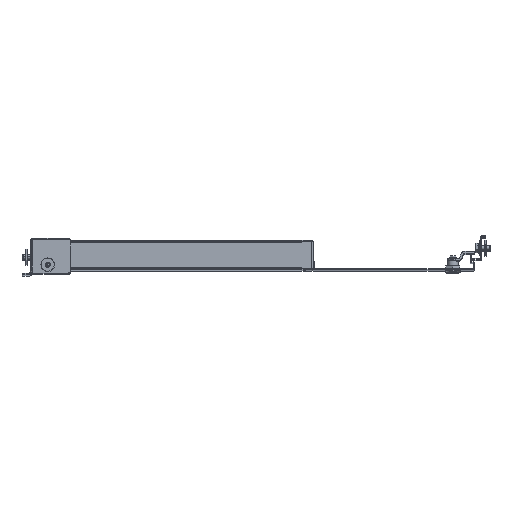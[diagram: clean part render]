
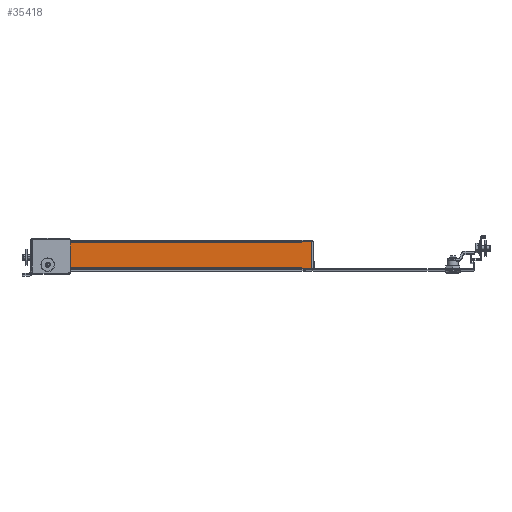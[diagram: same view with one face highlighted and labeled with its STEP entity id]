
A CAD part, top view. The second image highlights one B-rep face of the part: STEP entity #35418.
In plain terms, the highlighted planar face has unit normal (0, 0, 1).
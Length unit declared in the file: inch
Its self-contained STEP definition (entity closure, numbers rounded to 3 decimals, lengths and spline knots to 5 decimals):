
#354 = EDGE_CURVE ( 'NONE', #22214, #43631, #15123, .T. ) ;
#638 = EDGE_CURVE ( 'NONE', #39615, #21947, #6706, .T. ) ;
#648 = EDGE_CURVE ( 'NONE', #33597, #3852, #2802, .T. ) ;
#2724 = DIRECTION ( 'NONE',  ( -1., 0., 0. ) ) ;
#2802 = LINE ( 'NONE', #6952, #33177 ) ;
#3030 = CARTESIAN_POINT ( 'NONE',  ( -18.641, 1., 30.248 ) ) ;
#3232 = ORIENTED_EDGE ( 'NONE', *, *, #34455, .T. ) ;
#3296 = VERTEX_POINT ( 'NONE', #24421 ) ;
#3852 = VERTEX_POINT ( 'NONE', #18080 ) ;
#4060 = CARTESIAN_POINT ( 'NONE',  ( -18.641, -1., 30.248 ) ) ;
#4305 = CARTESIAN_POINT ( 'NONE',  ( -18.611, 0.94, 30.248 ) ) ;
#4323 = EDGE_CURVE ( 'NONE', #21947, #28803, #13876, .T. ) ;
#4403 = CARTESIAN_POINT ( 'NONE',  ( -0.817, 0.94, 30.248 ) ) ;
#5166 = CARTESIAN_POINT ( 'NONE',  ( -0.787, 0.94, 30.248 ) ) ;
#5304 = EDGE_CURVE ( 'NONE', #43631, #41318, #32578, .T. ) ;
#5390 = EDGE_CURVE ( 'NONE', #41318, #33597, #24323, .T. ) ;
#5736 = ORIENTED_EDGE ( 'NONE', *, *, #25899, .T. ) ;
#6612 = VECTOR ( 'NONE', #18022, 39.37008 ) ;
#6706 = LINE ( 'NONE', #46490, #11758 ) ;
#6926 = DIRECTION ( 'NONE',  ( 0., 1., 0. ) ) ;
#6952 = CARTESIAN_POINT ( 'NONE',  ( 0., -1., 30.248 ) ) ;
#7086 = CARTESIAN_POINT ( 'NONE',  ( -0.787, 1., 30.248 ) ) ;
#7478 = LINE ( 'NONE', #11637, #11219 ) ;
#7741 = DIRECTION ( 'NONE',  ( 0., 1., 0. ) ) ;
#8772 = CARTESIAN_POINT ( 'NONE',  ( -0.787, 0.94, 30.248 ) ) ;
#10680 = ORIENTED_EDGE ( 'NONE', *, *, #5304, .T. ) ;
#10781 = CARTESIAN_POINT ( 'NONE',  ( -19.428, -1., 30.248 ) ) ;
#11219 = VECTOR ( 'NONE', #28180, 39.37008 ) ;
#11548 = ORIENTED_EDGE ( 'NONE', *, *, #4323, .T. ) ;
#11629 = VECTOR ( 'NONE', #29653, 39.37008 ) ;
#11637 = CARTESIAN_POINT ( 'NONE',  ( -19.428, -1., 30.248 ) ) ;
#11724 = ORIENTED_EDGE ( 'NONE', *, *, #13795, .T. ) ;
#11758 = VECTOR ( 'NONE', #43154, 39.37008 ) ;
#11942 = CARTESIAN_POINT ( 'NONE',  ( 0., -1., 30.248 ) ) ;
#12703 = CARTESIAN_POINT ( 'NONE',  ( -0.787, -0.94, 30.248 ) ) ;
#13327 = CARTESIAN_POINT ( 'NONE',  ( -18.611, -0.94, 30.248 ) ) ;
#13795 = EDGE_CURVE ( 'NONE', #22885, #34032, #15993, .T. ) ;
#13876 = LINE ( 'NONE', #42012, #11629 ) ;
#14142 = LINE ( 'NONE', #49763, #6612 ) ;
#14498 = VERTEX_POINT ( 'NONE', #4305 ) ;
#14727 = CARTESIAN_POINT ( 'NONE',  ( -18.641, -0.94, 30.248 ) ) ;
#14943 = FACE_OUTER_BOUND ( 'NONE', #24301, .T. ) ;
#15123 = LINE ( 'NONE', #27008, #39661 ) ;
#15993 = LINE ( 'NONE', #4060, #33048 ) ;
#16751 = CARTESIAN_POINT ( 'NONE',  ( -18.641, 1., 30.248 ) ) ;
#16800 = VECTOR ( 'NONE', #42292, 39.37008 ) ;
#17839 = CARTESIAN_POINT ( 'NONE',  ( -19.428, 1., 30.248 ) ) ;
#17988 = DIRECTION ( 'NONE',  ( 1., 0., 0. ) ) ;
#18022 = DIRECTION ( 'NONE',  ( 1., 0., 0. ) ) ;
#18025 = ORIENTED_EDGE ( 'NONE', *, *, #31652, .T. ) ;
#18080 = CARTESIAN_POINT ( 'NONE',  ( 0., 1., 30.248 ) ) ;
#18383 = LINE ( 'NONE', #21486, #38782 ) ;
#18759 = VERTEX_POINT ( 'NONE', #50167 ) ;
#18812 = CARTESIAN_POINT ( 'NONE',  ( -19.428, -1., 30.248 ) ) ;
#19119 = DIRECTION ( 'NONE',  ( 0., 1., 0. ) ) ;
#21486 = CARTESIAN_POINT ( 'NONE',  ( -19.428, 0.94, 30.248 ) ) ;
#21947 = VERTEX_POINT ( 'NONE', #5166 ) ;
#22214 = VERTEX_POINT ( 'NONE', #47188 ) ;
#22722 = LINE ( 'NONE', #3030, #43090 ) ;
#22885 = VERTEX_POINT ( 'NONE', #50345 ) ;
#23308 = EDGE_CURVE ( 'NONE', #3852, #39615, #34287, .T. ) ;
#23551 = CARTESIAN_POINT ( 'NONE',  ( -0.787, -1., 30.248 ) ) ;
#24301 = EDGE_LOOP ( 'NONE', ( #11548, #42376, #18025, #5736, #31248, #33370, #32872, #11724, #43486, #3232, #49971, #10680, #49726, #39572, #42409, #45934 ) ) ;
#24323 = LINE ( 'NONE', #51169, #36324 ) ;
#24421 = CARTESIAN_POINT ( 'NONE',  ( -19.428, 1., 30.248 ) ) ;
#24560 = DIRECTION ( 'NONE',  ( -1., 0., 0. ) ) ;
#25609 = LINE ( 'NONE', #17839, #16800 ) ;
#25899 = EDGE_CURVE ( 'NONE', #18759, #31007, #22722, .T. ) ;
#26311 = LINE ( 'NONE', #34560, #37713 ) ;
#26573 = DIRECTION ( 'NONE',  ( 1., 0., 0. ) ) ;
#27008 = CARTESIAN_POINT ( 'NONE',  ( -18.641, -0.94, 30.248 ) ) ;
#27663 = EDGE_CURVE ( 'NONE', #27776, #22885, #34550, .T. ) ;
#27776 = VERTEX_POINT ( 'NONE', #39208 ) ;
#28180 = DIRECTION ( 'NONE',  ( 0., -1., 0. ) ) ;
#28803 = VERTEX_POINT ( 'NONE', #4403 ) ;
#29653 = DIRECTION ( 'NONE',  ( -1., 0., 0. ) ) ;
#30716 = PLANE ( 'NONE',  #47567 ) ;
#30958 = DIRECTION ( 'NONE',  ( 0., 0., 1. ) ) ;
#31007 = VERTEX_POINT ( 'NONE', #16751 ) ;
#31248 = ORIENTED_EDGE ( 'NONE', *, *, #42458, .T. ) ;
#31652 = EDGE_CURVE ( 'NONE', #14498, #18759, #44940, .T. ) ;
#32163 = VECTOR ( 'NONE', #48058, 39.37008 ) ;
#32322 = VERTEX_POINT ( 'NONE', #13327 ) ;
#32578 = LINE ( 'NONE', #23551, #32163 ) ;
#32872 = ORIENTED_EDGE ( 'NONE', *, *, #27663, .T. ) ;
#33048 = VECTOR ( 'NONE', #19119, 39.37008 ) ;
#33177 = VECTOR ( 'NONE', #7741, 39.37008 ) ;
#33370 = ORIENTED_EDGE ( 'NONE', *, *, #45711, .T. ) ;
#33541 = DIRECTION ( 'NONE',  ( 1., 0., 0. ) ) ;
#33597 = VERTEX_POINT ( 'NONE', #11942 ) ;
#33780 = EDGE_CURVE ( 'NONE', #28803, #14498, #18383, .T. ) ;
#33787 = CARTESIAN_POINT ( 'NONE',  ( -0.787, -1., 30.248 ) ) ;
#34032 = VERTEX_POINT ( 'NONE', #14727 ) ;
#34287 = LINE ( 'NONE', #34548, #46825 ) ;
#34455 = EDGE_CURVE ( 'NONE', #32322, #22214, #26311, .T. ) ;
#34548 = CARTESIAN_POINT ( 'NONE',  ( -19.428, 1., 30.248 ) ) ;
#34550 = LINE ( 'NONE', #10781, #43971 ) ;
#34560 = CARTESIAN_POINT ( 'NONE',  ( -19.428, -0.94, 30.248 ) ) ;
#34569 = DIRECTION ( 'NONE',  ( 1., 0., 0. ) ) ;
#35418 = ADVANCED_FACE ( 'NONE', ( #14943 ), #30716, .T. ) ;
#36324 = VECTOR ( 'NONE', #48284, 39.37008 ) ;
#37713 = VECTOR ( 'NONE', #26573, 39.37008 ) ;
#38782 = VECTOR ( 'NONE', #48834, 39.37008 ) ;
#39208 = CARTESIAN_POINT ( 'NONE',  ( -19.428, -1., 30.248 ) ) ;
#39572 = ORIENTED_EDGE ( 'NONE', *, *, #648, .T. ) ;
#39615 = VERTEX_POINT ( 'NONE', #7086 ) ;
#39661 = VECTOR ( 'NONE', #17988, 39.37008 ) ;
#40122 = EDGE_CURVE ( 'NONE', #34032, #32322, #14142, .T. ) ;
#41318 = VERTEX_POINT ( 'NONE', #33787 ) ;
#42012 = CARTESIAN_POINT ( 'NONE',  ( -0.787, 0.94, 30.248 ) ) ;
#42292 = DIRECTION ( 'NONE',  ( -1., 0., 0. ) ) ;
#42376 = ORIENTED_EDGE ( 'NONE', *, *, #33780, .T. ) ;
#42409 = ORIENTED_EDGE ( 'NONE', *, *, #23308, .T. ) ;
#42458 = EDGE_CURVE ( 'NONE', #31007, #3296, #25609, .T. ) ;
#43090 = VECTOR ( 'NONE', #6926, 39.37008 ) ;
#43154 = DIRECTION ( 'NONE',  ( 0., -1., 0. ) ) ;
#43486 = ORIENTED_EDGE ( 'NONE', *, *, #40122, .T. ) ;
#43631 = VERTEX_POINT ( 'NONE', #12703 ) ;
#43971 = VECTOR ( 'NONE', #33541, 39.37008 ) ;
#44940 = LINE ( 'NONE', #8772, #50833 ) ;
#45711 = EDGE_CURVE ( 'NONE', #3296, #27776, #7478, .T. ) ;
#45934 = ORIENTED_EDGE ( 'NONE', *, *, #638, .T. ) ;
#46490 = CARTESIAN_POINT ( 'NONE',  ( -0.787, 1., 30.248 ) ) ;
#46825 = VECTOR ( 'NONE', #2724, 39.37008 ) ;
#47188 = CARTESIAN_POINT ( 'NONE',  ( -0.817, -0.94, 30.248 ) ) ;
#47567 = AXIS2_PLACEMENT_3D ( 'NONE', #18812, #30958, #34569 ) ;
#48058 = DIRECTION ( 'NONE',  ( 0., -1., 0. ) ) ;
#48284 = DIRECTION ( 'NONE',  ( 1., 0., 0. ) ) ;
#48834 = DIRECTION ( 'NONE',  ( -1., 0., 0. ) ) ;
#49726 = ORIENTED_EDGE ( 'NONE', *, *, #5390, .T. ) ;
#49763 = CARTESIAN_POINT ( 'NONE',  ( -18.641, -0.94, 30.248 ) ) ;
#49971 = ORIENTED_EDGE ( 'NONE', *, *, #354, .T. ) ;
#50167 = CARTESIAN_POINT ( 'NONE',  ( -18.641, 0.94, 30.248 ) ) ;
#50345 = CARTESIAN_POINT ( 'NONE',  ( -18.641, -1., 30.248 ) ) ;
#50833 = VECTOR ( 'NONE', #24560, 39.37008 ) ;
#51169 = CARTESIAN_POINT ( 'NONE',  ( -19.428, -1., 30.248 ) ) ;
